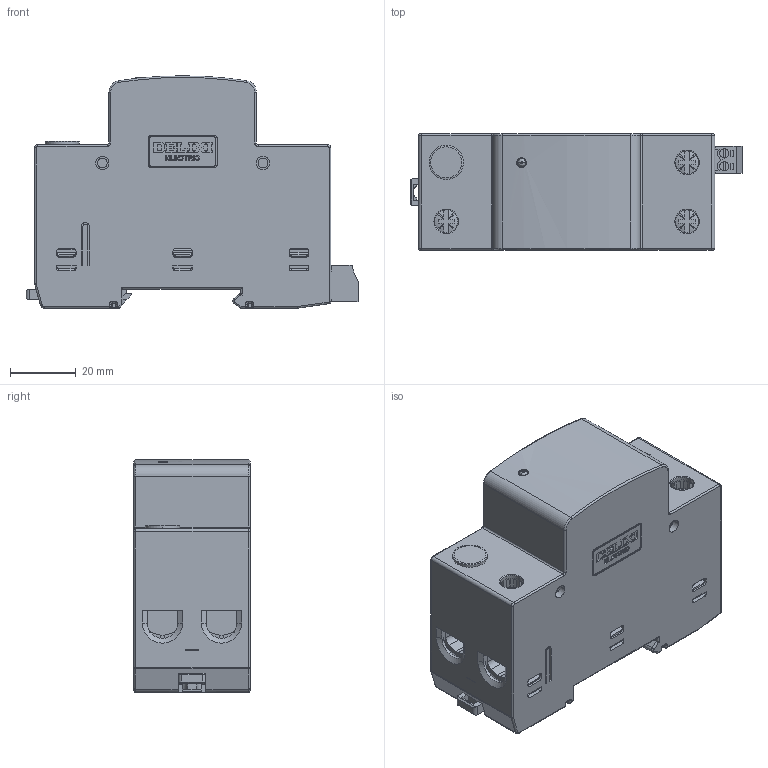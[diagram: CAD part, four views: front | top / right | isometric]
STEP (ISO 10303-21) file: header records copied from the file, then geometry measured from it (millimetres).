
FILE_DESCRIPTION((''),'2;1');
FILE_NAME('236-SHIMO-1P-XY','2025-06-25T',('weiren.liu'),(''),'PRO/ENGINEER BY PARAMETRIC TECHNOLOGY CORPORATION, 2017170','PRO/ENGINEER BY PARAMETRIC TECHNOLOGY CORPORATION, 2017170','');
FILE_SCHEMA(('CONFIG_CONTROL_DESIGN'));
Products named in the file (1): 236-SHIMO-1P-XY
Bounding box: 101.3 x 35.4 x 70.9 mm (x, y, z)
Volume: 55163 mm3; surface area: 65906.5 mm2
Topology: 1 solids, 8 shells, 2698 faces, 7625 edges, 4973 vertices
Faces by surface type: plane 2055, cylinder 495, torus 80, cone 36, bspline 22, sphere 10
Entity records: 88308 total; most frequent: CARTESIAN_POINT 17418, ORIENTED_EDGE 15246, DIRECTION 14268, EDGE_CURVE 7623, VECTOR 5874, LINE 5874, VERTEX_POINT 4973, AXIS2_PLACEMENT_3D 4197
